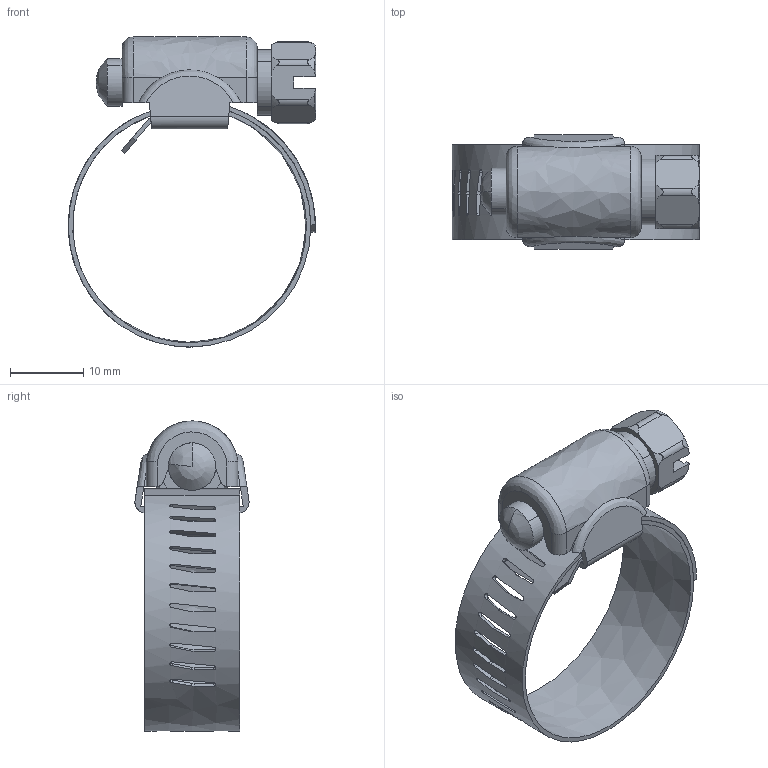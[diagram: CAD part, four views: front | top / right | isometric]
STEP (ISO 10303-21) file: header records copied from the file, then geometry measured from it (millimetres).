
FILE_DESCRIPTION((''),'2;1');
FILE_NAME('','2006-01-19T09:51:22',(''),(''),'','CADfix','');
FILE_SCHEMA(('AUTOMOTIVE_DESIGN'));
Length unit declared in the file: millimetre
Products named in the file (4): screw; holder; band; TM_144SUS_32_20544_36
Assembly tree (3 placements, depth 2):
  TM_144SUS_32_20544_36
    screw
    holder
    band
Bounding box: 33.85 x 15.63 x 42.45 mm (x, y, z)
Volume: 3291.6 mm3; surface area: 6017.3 mm2
Topology: 3 solids, 3 shells, 228 faces, 752 edges, 531 vertices
Faces by surface type: bspline 228
Entity records: 10665 total; most frequent: CARTESIAN_POINT 6160, ORIENTED_EDGE 1500, EDGE_CURVE 750, VERTEX_POINT 531, QUASI_UNIFORM_CURVE 378, B_SPLINE_CURVE_WITH_KNOTS 366, EDGE_LOOP 267, FACE_OUTER_BOUND 228
